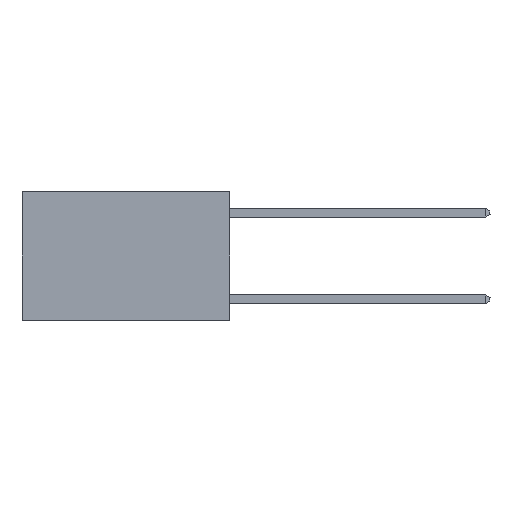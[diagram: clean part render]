
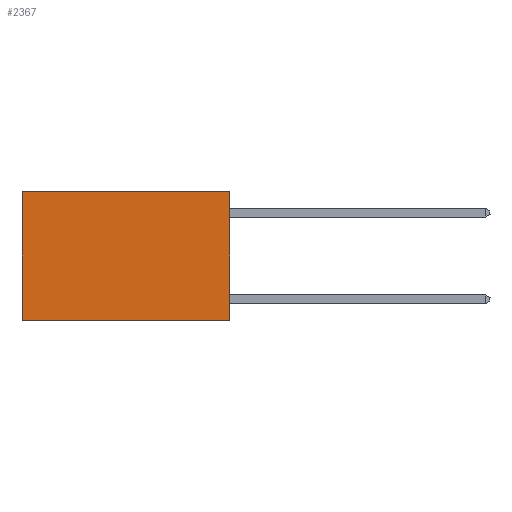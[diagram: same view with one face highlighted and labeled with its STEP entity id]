
A CAD part, left-side view. The second image highlights one B-rep face of the part: STEP entity #2367.
In plain terms, the highlighted planar face has unit normal (-1, 0, 0).
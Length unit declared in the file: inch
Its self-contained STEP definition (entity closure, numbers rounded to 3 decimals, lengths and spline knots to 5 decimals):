
#166 = DIRECTION ( 'NONE',  ( 0., 1., 0. ) ) ;
#250 = CARTESIAN_POINT ( 'NONE',  ( 0.2625, 0., 0. ) ) ;
#554 = ORIENTED_EDGE ( 'NONE', *, *, #9269, .F. ) ;
#829 = CARTESIAN_POINT ( 'NONE',  ( 0.2625, 0.6, 0. ) ) ;
#1254 = VERTEX_POINT ( 'NONE', #14958 ) ;
#1470 = VECTOR ( 'NONE', #166, 39.37008 ) ;
#2061 = CARTESIAN_POINT ( 'NONE',  ( 0.2625, 0., 0. ) ) ;
#2367 = ADVANCED_FACE ( 'NONE', ( #5847 ), #8347, .F. ) ;
#2491 = DIRECTION ( 'NONE',  ( 0., 1., 0. ) ) ;
#2654 = CARTESIAN_POINT ( 'NONE',  ( 0.2625, 0., 0. ) ) ;
#3209 = VECTOR ( 'NONE', #2491, 39.37008 ) ;
#3621 = LINE ( 'NONE', #12350, #1470 ) ;
#4108 = EDGE_CURVE ( 'NONE', #5600, #1254, #15217, .T. ) ;
#4172 = AXIS2_PLACEMENT_3D ( 'NONE', #250, #8996, #5104 ) ;
#4836 = VECTOR ( 'NONE', #13776, 39.37008 ) ;
#5104 = DIRECTION ( 'NONE',  ( 0., 0., -1. ) ) ;
#5600 = VERTEX_POINT ( 'NONE', #2061 ) ;
#5847 = FACE_OUTER_BOUND ( 'NONE', #15437, .T. ) ;
#6361 = VERTEX_POINT ( 'NONE', #8217 ) ;
#6892 = ORIENTED_EDGE ( 'NONE', *, *, #4108, .F. ) ;
#7033 = VECTOR ( 'NONE', #14288, 39.37008 ) ;
#8217 = CARTESIAN_POINT ( 'NONE',  ( 0.2625, 0.6, 0. ) ) ;
#8347 = PLANE ( 'NONE',  #4172 ) ;
#8762 = LINE ( 'NONE', #2654, #3209 ) ;
#8996 = DIRECTION ( 'NONE',  ( 1., 0., 0. ) ) ;
#9269 = EDGE_CURVE ( 'NONE', #1254, #14484, #3621, .T. ) ;
#9717 = ORIENTED_EDGE ( 'NONE', *, *, #11035, .T. ) ;
#10596 = CARTESIAN_POINT ( 'NONE',  ( 0.2625, 0.6, -0.37 ) ) ;
#11035 = EDGE_CURVE ( 'NONE', #6361, #14484, #12817, .T. ) ;
#11446 = CARTESIAN_POINT ( 'NONE',  ( 0.2625, 0., 0. ) ) ;
#11951 = EDGE_CURVE ( 'NONE', #5600, #6361, #8762, .T. ) ;
#12350 = CARTESIAN_POINT ( 'NONE',  ( 0.2625, 0., -0.37 ) ) ;
#12817 = LINE ( 'NONE', #829, #7033 ) ;
#13686 = ORIENTED_EDGE ( 'NONE', *, *, #11951, .T. ) ;
#13776 = DIRECTION ( 'NONE',  ( 0., 0., -1. ) ) ;
#14288 = DIRECTION ( 'NONE',  ( 0., 0., -1. ) ) ;
#14484 = VERTEX_POINT ( 'NONE', #10596 ) ;
#14958 = CARTESIAN_POINT ( 'NONE',  ( 0.2625, 0., -0.37 ) ) ;
#15217 = LINE ( 'NONE', #11446, #4836 ) ;
#15437 = EDGE_LOOP ( 'NONE', ( #9717, #554, #6892, #13686 ) ) ;
